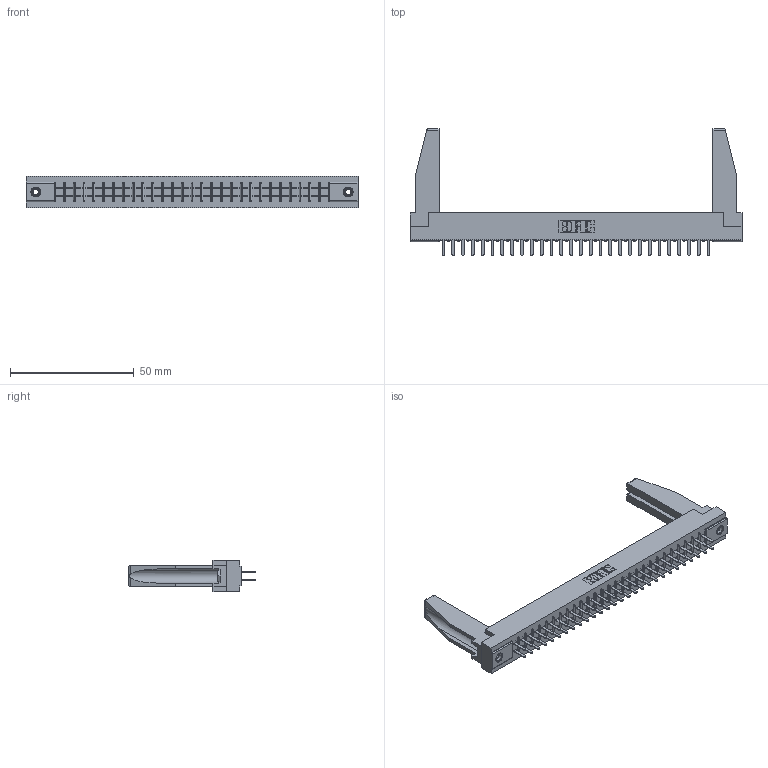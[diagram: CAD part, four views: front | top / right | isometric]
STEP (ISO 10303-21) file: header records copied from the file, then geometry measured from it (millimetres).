
FILE_DESCRIPTION (( 'STEP AP203' ), '1' );
FILE_NAME ('305-056-520-578.STEP', '2019-09-09T23:41:07', ( '' ), ( '' ), 'SwSTEP 2.0', 'SolidWorks 2016', '' );
FILE_SCHEMA (( 'CONFIG_CONTROL_DESIGN' ));
Length unit declared in the file: inch
Products named in the file (5): 307-220-078; 345-250-001_345-250-001-102; 305-290-001_520; 305-056-520-578; 305 Part_.156 Dia
Assembly tree (61 placements, depth 2):
  305-056-520-578
    305 Part_.156 Dia
    305-290-001_520  x56
    345-250-001_345-250-001-102  x2
    307-220-078  x2
Bounding box: 133.96 x 51.13 x 12.7 mm (x, y, z)
Volume: 17491.4 mm3; surface area: 21344.6 mm2
Topology: 61 solids, 61 shells, 2822 faces, 8010 edges, 5180 vertices
Faces by surface type: plane 1664, cylinder 1030, sphere 112, cone 12, torus 4
Entity records: 34340 total; most frequent: CARTESIAN_POINT 5688, ORIENTED_EDGE 5602, DIRECTION 5471, EDGE_CURVE 2801, VECTOR 2249, LINE 2249, VERTEX_POINT 1786, AXIS2_PLACEMENT_3D 1611
